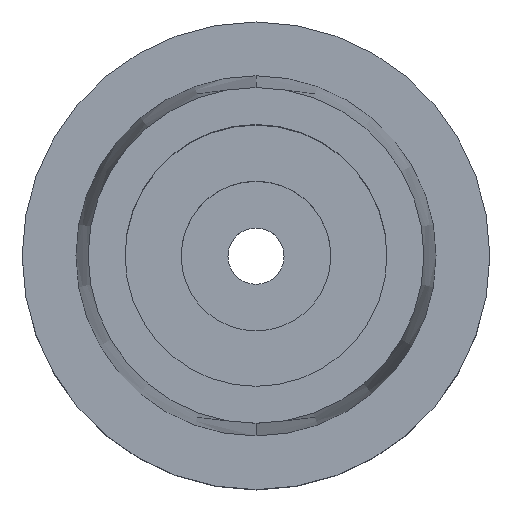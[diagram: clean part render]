
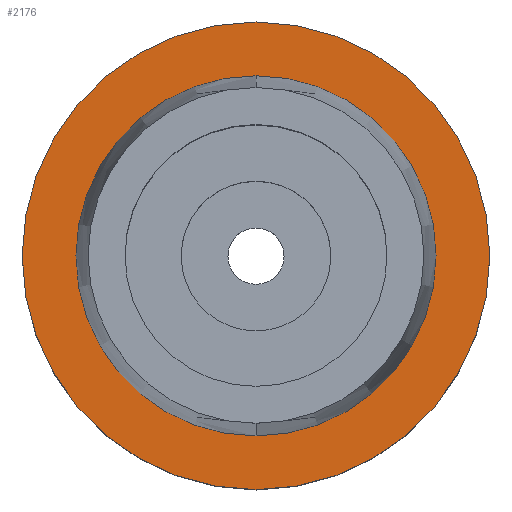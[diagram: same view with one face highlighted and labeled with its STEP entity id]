
A CAD part, top view. The second image highlights one B-rep face of the part: STEP entity #2176.
In plain terms, the highlighted planar face has unit normal (0, 0, 1).
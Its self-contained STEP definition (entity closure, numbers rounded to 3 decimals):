
#8 = EDGE_LOOP ( 'NONE', ( #500, #646 ) ) ;
#113 = AXIS2_PLACEMENT_3D ( 'NONE', #1275, #674, #1498 ) ;
#169 = ORIENTED_EDGE ( 'NONE', *, *, #2443, .F. ) ;
#324 = CIRCLE ( 'NONE', #1850, 9.625 ) ;
#345 = VERTEX_POINT ( 'NONE', #1659 ) ;
#445 = FACE_BOUND ( 'NONE', #8, .T. ) ;
#459 = VERTEX_POINT ( 'NONE', #1447 ) ;
#500 = ORIENTED_EDGE ( 'NONE', *, *, #816, .F. ) ;
#570 = DIRECTION ( 'NONE',  ( 0., 1., 0. ) ) ;
#629 = DIRECTION ( 'NONE',  ( 0., 0., -1. ) ) ;
#646 = ORIENTED_EDGE ( 'NONE', *, *, #2498, .F. ) ;
#674 = DIRECTION ( 'NONE',  ( 0., 0., 1. ) ) ;
#742 = CARTESIAN_POINT ( 'NONE',  ( 0., 0., 0. ) ) ;
#774 = VERTEX_POINT ( 'NONE', #2169 ) ;
#776 = DIRECTION ( 'NONE',  ( 0., 0., -1. ) ) ;
#816 = EDGE_CURVE ( 'NONE', #1523, #345, #324, .T. ) ;
#892 = AXIS2_PLACEMENT_3D ( 'NONE', #1865, #629, #1453 ) ;
#1090 = DIRECTION ( 'NONE',  ( 0., 0., 1. ) ) ;
#1121 = CARTESIAN_POINT ( 'NONE',  ( 0., 0., 0. ) ) ;
#1169 = EDGE_CURVE ( 'NONE', #459, #774, #1281, .T. ) ;
#1180 = AXIS2_PLACEMENT_3D ( 'NONE', #1121, #1090, #1939 ) ;
#1275 = CARTESIAN_POINT ( 'NONE',  ( 0., 0., 0. ) ) ;
#1281 = CIRCLE ( 'NONE', #892, 12.5 ) ;
#1402 = CIRCLE ( 'NONE', #1884, 12.5 ) ;
#1447 = CARTESIAN_POINT ( 'NONE',  ( 0., 12.5, 0. ) ) ;
#1453 = DIRECTION ( 'NONE',  ( 0., 1., 0. ) ) ;
#1483 = FACE_OUTER_BOUND ( 'NONE', #1796, .T. ) ;
#1498 = DIRECTION ( 'NONE',  ( 1., 0., 0. ) ) ;
#1523 = VERTEX_POINT ( 'NONE', #2650 ) ;
#1659 = CARTESIAN_POINT ( 'NONE',  ( 0., -9.625, 0. ) ) ;
#1793 = DIRECTION ( 'NONE',  ( 0., 0., 1. ) ) ;
#1796 = EDGE_LOOP ( 'NONE', ( #2026, #169 ) ) ;
#1850 = AXIS2_PLACEMENT_3D ( 'NONE', #742, #1793, #570 ) ;
#1865 = CARTESIAN_POINT ( 'NONE',  ( 0., 0., 0. ) ) ;
#1884 = AXIS2_PLACEMENT_3D ( 'NONE', #2438, #776, #2038 ) ;
#1939 = DIRECTION ( 'NONE',  ( 0., -1., 0. ) ) ;
#2026 = ORIENTED_EDGE ( 'NONE', *, *, #1169, .F. ) ;
#2038 = DIRECTION ( 'NONE',  ( 0., -1., 0. ) ) ;
#2152 = CIRCLE ( 'NONE', #1180, 9.625 ) ;
#2169 = CARTESIAN_POINT ( 'NONE',  ( 0., -12.5, 0. ) ) ;
#2176 = ADVANCED_FACE ( 'NONE', ( #1483, #445 ), #2543, .T. ) ;
#2438 = CARTESIAN_POINT ( 'NONE',  ( 0., 0., 0. ) ) ;
#2443 = EDGE_CURVE ( 'NONE', #774, #459, #1402, .T. ) ;
#2498 = EDGE_CURVE ( 'NONE', #345, #1523, #2152, .T. ) ;
#2543 = PLANE ( 'NONE',  #113 ) ;
#2650 = CARTESIAN_POINT ( 'NONE',  ( 0., 9.625, 0. ) ) ;
